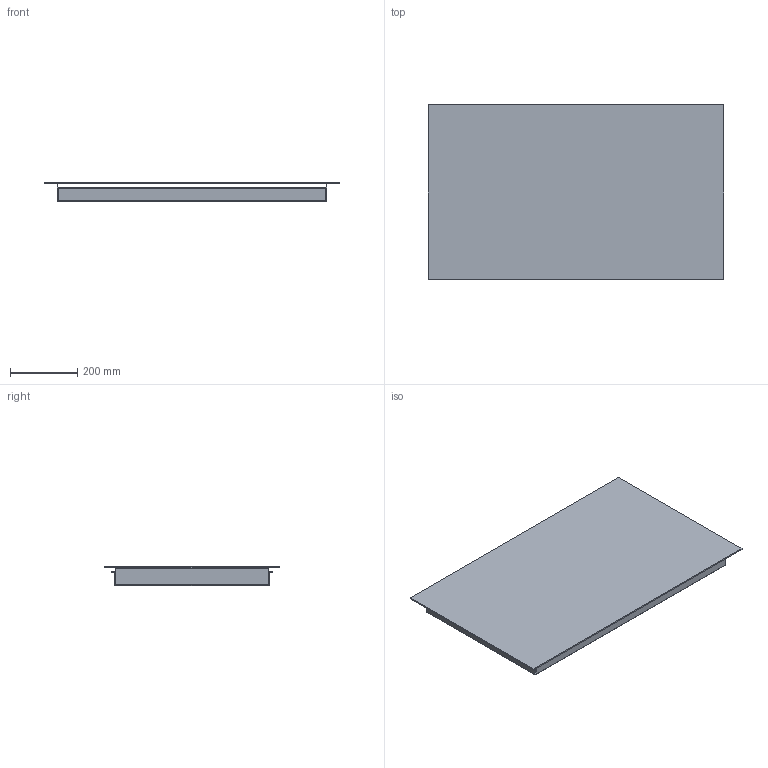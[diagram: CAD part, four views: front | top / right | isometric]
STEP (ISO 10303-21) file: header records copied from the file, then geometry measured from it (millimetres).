
FILE_DESCRIPTION((''),'2;1');
FILE_NAME('FCI905B1_ASM','2019-02-06T',('SORAL'),(''),'PRO/ENGINEER BY PARAMETRIC TECHNOLOGY CORPORATION, 2013320','PRO/ENGINEER BY PARAMETRIC TECHNOLOGY CORPORATION, 2013320','');
FILE_SCHEMA(('CONFIG_CONTROL_DESIGN'));
Length unit declared in the file: millimetre
Products named in the file (3): 25813; 17057; FCI905B1_ASM
Assembly tree (2 placements, depth 2):
  FCI905B1_ASM
    25813
    17057
Bounding box: 880 x 520 x 57 mm (x, y, z)
Volume: 2566392 mm3; surface area: 1912090.9 mm2
Topology: 2 solids, 2 shells, 68 faces, 144 edges, 80 vertices
Faces by surface type: plane 56, cylinder 12
Entity records: 1836 total; most frequent: DIRECTION 314, CARTESIAN_POINT 297, ORIENTED_EDGE 288, EDGE_CURVE 144, VECTOR 120, LINE 120, AXIS2_PLACEMENT_3D 97, VERTEX_POINT 80
